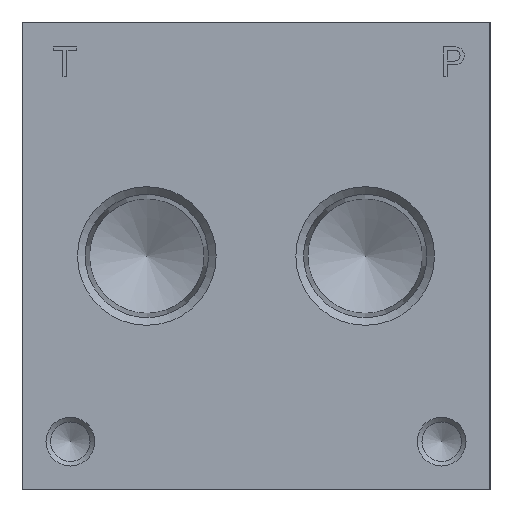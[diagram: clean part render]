
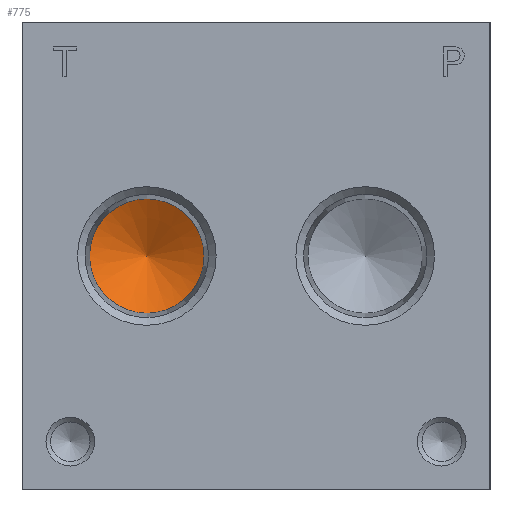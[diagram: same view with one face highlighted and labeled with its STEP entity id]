
A CAD part, left-side view. The second image highlights one B-rep face of the part: STEP entity #775.
In plain terms, the highlighted conical face has half-angle 61.526 degrees and reference radius 9.32 mm.
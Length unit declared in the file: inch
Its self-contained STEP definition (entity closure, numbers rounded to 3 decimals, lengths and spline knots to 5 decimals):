
#775 = ADVANCED_FACE( '', ( #2044, #2045 ), #2046, .F. );
#2044 = FACE_BOUND( '', #4021, .T. );
#2045 = FACE_OUTER_BOUND( '', #4022, .T. );
#2046 = CONICAL_SURFACE( '', #4023, 0.36691, 1.074 );
#4021 = VERTEX_LOOP( '', #6382 );
#4022 = EDGE_LOOP( '', ( #6383 ) );
#4023 = AXIS2_PLACEMENT_3D( '', #6384, #6385, #6386 );
#6382 = VERTEX_POINT( '', #10658 );
#6383 = ORIENTED_EDGE( '', *, *, #10659, .F. );
#6384 = CARTESIAN_POINT( '', ( 0.962, 2.2, 1.5 ) );
#6385 = DIRECTION( '', ( -1., 0., 0. ) );
#6386 = DIRECTION( '', ( 0., 0., 1. ) );
#10658 = CARTESIAN_POINT( '', ( 1.161, 2.2, 1.5 ) );
#10659 = EDGE_CURVE( '', #12687, #12687, #12688, .T. );
#12687 = VERTEX_POINT( '', #15429 );
#12688 = CIRCLE( '', #15430, 0.36691 );
#15429 = CARTESIAN_POINT( '', ( 0.962, 2.2, 1.13309 ) );
#15430 = AXIS2_PLACEMENT_3D( '', #18370, #18371, #18372 );
#18370 = CARTESIAN_POINT( '', ( 0.962, 2.2, 1.5 ) );
#18371 = DIRECTION( '', ( 1., 0., 0. ) );
#18372 = DIRECTION( '', ( 0., 0., -1. ) );
